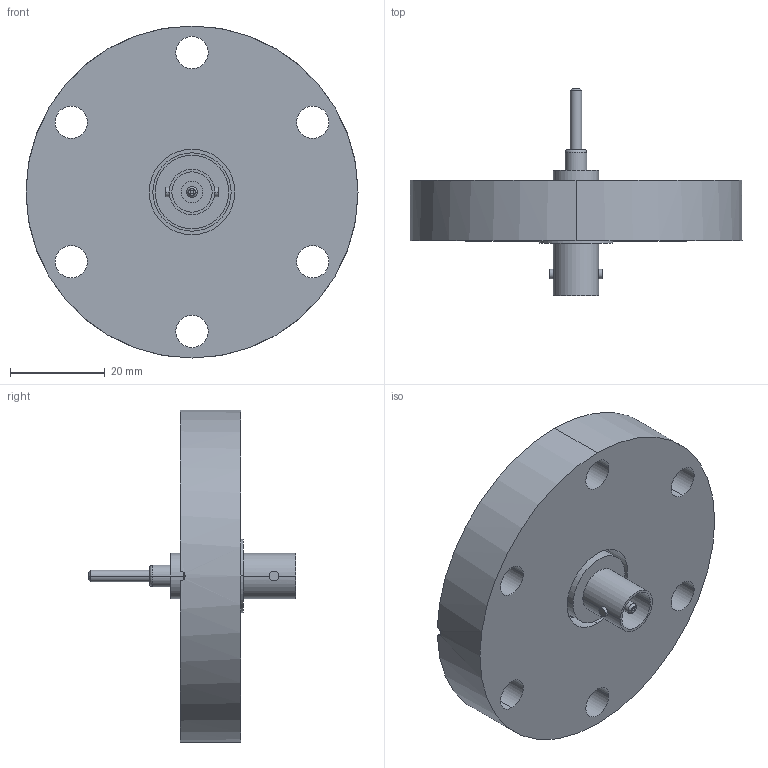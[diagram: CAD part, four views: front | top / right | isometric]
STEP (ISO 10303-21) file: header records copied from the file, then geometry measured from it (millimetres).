
FILE_DESCRIPTION (( 'STEP AP214' ), '1' );
FILE_NAME ('242-BNCF50-C40.step', '2025-02-18T20:47:21', ( '' ), ( '' ), 'SwSTEP 2.0', 'SolidWorks 2022', '' );
FILE_SCHEMA (( 'AUTOMOTIVE_DESIGN' ));
Length unit declared in the file: millimetre
Products named in the file (3): 242-BNCF50-I; 9411-C40-16.5_9411-C40-16.5-2; 242-BNCF50-C40
Assembly tree (2 placements, depth 2):
  242-BNCF50-C40
    9411-C40-16.5_9411-C40-16.5-2
    242-BNCF50-I
Bounding box: 69.9 x 43.75 x 69.9 mm (x, y, z)
Volume: 43016 mm3; surface area: 15069.9 mm2
Topology: 2 solids, 2 shells, 80 faces, 178 edges, 114 vertices
Faces by surface type: cylinder 50, plane 20, cone 8, torus 2
Entity records: 2598 total; most frequent: CARTESIAN_POINT 507, DIRECTION 448, ORIENTED_EDGE 356, AXIS2_PLACEMENT_3D 193, EDGE_CURVE 178, VERTEX_POINT 114, CIRCLE 108, EDGE_LOOP 106
